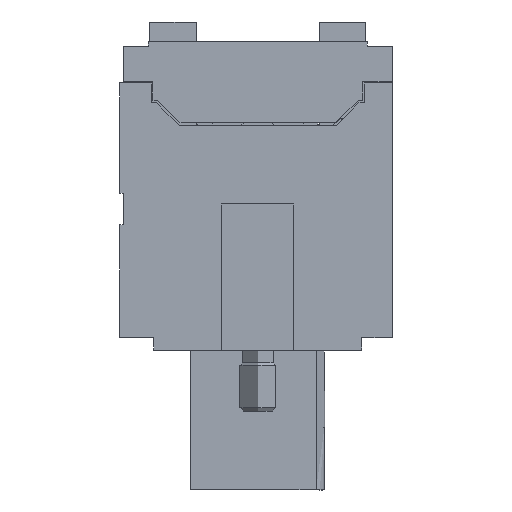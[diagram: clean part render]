
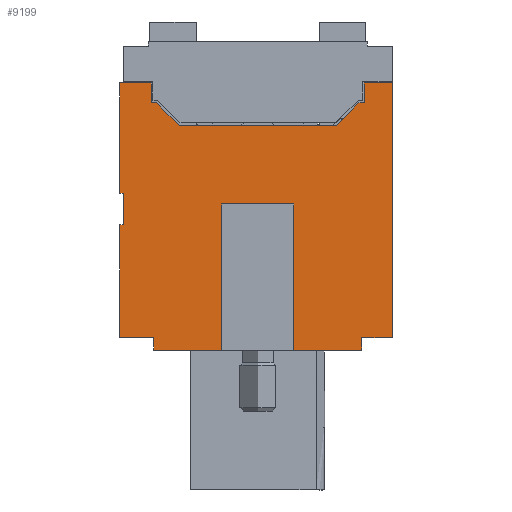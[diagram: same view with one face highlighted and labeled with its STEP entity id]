
A CAD part, left-side view. The second image highlights one B-rep face of the part: STEP entity #9199.
In plain terms, the highlighted planar face has unit normal (-1, 0, 0).
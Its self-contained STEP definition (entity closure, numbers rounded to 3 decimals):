
#9000=CARTESIAN_POINT('',(-17.7,0.1,-7.45));
#9001=DIRECTION('',(0.,0.,-1.));
#9002=DIRECTION('',(-1.,-0.,-0.));
#9003=AXIS2_PLACEMENT_3D('',#9000,#9002,#9001);
#9004=PLANE('',#9003);
#9005=CARTESIAN_POINT('',(-17.7,5.8,-14.2));
#9006=VERTEX_POINT('',#9005);
#9007=CARTESIAN_POINT('',(-17.7,5.8,-14.9));
#9008=VERTEX_POINT('',#9007);
#9009=CARTESIAN_POINT('',(-17.7,5.8,-14.2));
#9010=DIRECTION('',(0.,0.,-1.));
#9011=VECTOR('',#9010,0.7);
#9012=LINE('',#9009,#9011);
#9013=EDGE_CURVE('',#9006,#9008,#9012,.T.);
#9014=ORIENTED_EDGE('',*,*,#9013,.T.);
#9015=CARTESIAN_POINT('',(-17.7,2.,-14.9));
#9016=VERTEX_POINT('',#9015);
#9017=CARTESIAN_POINT('',(-17.7,5.8,-14.9));
#9018=DIRECTION('',(0.,-1.,0.));
#9019=VECTOR('',#9018,3.8);
#9020=LINE('',#9017,#9019);
#9021=EDGE_CURVE('',#9008,#9016,#9020,.T.);
#9022=ORIENTED_EDGE('',*,*,#9021,.T.);
#9023=CARTESIAN_POINT('',(-17.7,2.,-6.75));
#9024=VERTEX_POINT('',#9023);
#9025=CARTESIAN_POINT('',(-17.7,2.,-14.9));
#9026=DIRECTION('',(0.,0.,1.));
#9027=VECTOR('',#9026,8.15);
#9028=LINE('',#9025,#9027);
#9029=EDGE_CURVE('',#9016,#9024,#9028,.T.);
#9030=ORIENTED_EDGE('',*,*,#9029,.T.);
#9031=CARTESIAN_POINT('',(-17.7,-2.,-6.75));
#9032=VERTEX_POINT('',#9031);
#9033=CARTESIAN_POINT('',(-17.7,2.,-6.75));
#9034=DIRECTION('',(0.,-1.,0.));
#9035=VECTOR('',#9034,4.);
#9036=LINE('',#9033,#9035);
#9037=EDGE_CURVE('',#9024,#9032,#9036,.T.);
#9038=ORIENTED_EDGE('',*,*,#9037,.T.);
#9039=CARTESIAN_POINT('',(-17.7,-2.,-14.9));
#9040=VERTEX_POINT('',#9039);
#9041=CARTESIAN_POINT('',(-17.7,-2.,-6.75));
#9042=DIRECTION('',(0.,0.,-1.));
#9043=VECTOR('',#9042,8.15);
#9044=LINE('',#9041,#9043);
#9045=EDGE_CURVE('',#9032,#9040,#9044,.T.);
#9046=ORIENTED_EDGE('',*,*,#9045,.T.);
#9047=CARTESIAN_POINT('',(-17.7,-5.8,-14.9));
#9048=VERTEX_POINT('',#9047);
#9049=CARTESIAN_POINT('',(-17.7,-2.,-14.9));
#9050=DIRECTION('',(0.,-1.,0.));
#9051=VECTOR('',#9050,3.8);
#9052=LINE('',#9049,#9051);
#9053=EDGE_CURVE('',#9040,#9048,#9052,.T.);
#9054=ORIENTED_EDGE('',*,*,#9053,.T.);
#9055=CARTESIAN_POINT('',(-17.7,-5.8,-14.2));
#9056=VERTEX_POINT('',#9055);
#9057=CARTESIAN_POINT('',(-17.7,-5.8,-14.9));
#9058=DIRECTION('',(0.,0.,1.));
#9059=VECTOR('',#9058,0.7);
#9060=LINE('',#9057,#9059);
#9061=EDGE_CURVE('',#9048,#9056,#9060,.T.);
#9062=ORIENTED_EDGE('',*,*,#9061,.T.);
#9063=CARTESIAN_POINT('',(-17.7,-7.5,-14.2));
#9064=VERTEX_POINT('',#9063);
#9065=CARTESIAN_POINT('',(-17.7,-5.8,-14.2));
#9066=DIRECTION('',(0.,-1.,0.));
#9067=VECTOR('',#9066,1.7);
#9068=LINE('',#9065,#9067);
#9069=EDGE_CURVE('',#9056,#9064,#9068,.T.);
#9070=ORIENTED_EDGE('',*,*,#9069,.T.);
#9071=CARTESIAN_POINT('',(-17.7,-7.5,0.));
#9072=VERTEX_POINT('',#9071);
#9073=CARTESIAN_POINT('',(-17.7,-7.5,-14.2));
#9074=DIRECTION('',(0.,0.,1.));
#9075=VECTOR('',#9074,14.2);
#9076=LINE('',#9073,#9075);
#9077=EDGE_CURVE('',#9064,#9072,#9076,.T.);
#9078=ORIENTED_EDGE('',*,*,#9077,.T.);
#9079=CARTESIAN_POINT('',(-17.7,-5.95,0.));
#9080=VERTEX_POINT('',#9079);
#9081=CARTESIAN_POINT('',(-17.7,-7.5,0.));
#9082=DIRECTION('',(0.,1.,0.));
#9083=VECTOR('',#9082,1.55);
#9084=LINE('',#9081,#9083);
#9085=EDGE_CURVE('',#9072,#9080,#9084,.T.);
#9086=ORIENTED_EDGE('',*,*,#9085,.T.);
#9087=CARTESIAN_POINT('',(-17.7,-5.95,-1.11));
#9088=VERTEX_POINT('',#9087);
#9089=CARTESIAN_POINT('',(-17.7,-5.95,0.));
#9090=DIRECTION('',(0.,0.,-1.));
#9091=VECTOR('',#9090,1.11);
#9092=LINE('',#9089,#9091);
#9093=EDGE_CURVE('',#9080,#9088,#9092,.T.);
#9094=ORIENTED_EDGE('',*,*,#9093,.T.);
#9095=CARTESIAN_POINT('',(-17.7,-5.64,-1.11));
#9096=VERTEX_POINT('',#9095);
#9097=CARTESIAN_POINT('',(-17.7,-5.95,-1.11));
#9098=DIRECTION('',(0.,1.,0.));
#9099=VECTOR('',#9098,0.31);
#9100=LINE('',#9097,#9099);
#9101=EDGE_CURVE('',#9088,#9096,#9100,.T.);
#9102=ORIENTED_EDGE('',*,*,#9101,.T.);
#9103=CARTESIAN_POINT('',(-17.7,-4.38,-2.37));
#9104=VERTEX_POINT('',#9103);
#9105=CARTESIAN_POINT('',(-17.7,-5.64,-1.11));
#9106=DIRECTION('',(0.,0.707,-0.707));
#9107=VECTOR('',#9106,1.782);
#9108=LINE('',#9105,#9107);
#9109=EDGE_CURVE('',#9096,#9104,#9108,.T.);
#9110=ORIENTED_EDGE('',*,*,#9109,.T.);
#9111=CARTESIAN_POINT('',(-17.7,4.38,-2.37));
#9112=VERTEX_POINT('',#9111);
#9113=CARTESIAN_POINT('',(-17.7,-4.38,-2.37));
#9114=DIRECTION('',(0.,1.,0.));
#9115=VECTOR('',#9114,8.76);
#9116=LINE('',#9113,#9115);
#9117=EDGE_CURVE('',#9104,#9112,#9116,.T.);
#9118=ORIENTED_EDGE('',*,*,#9117,.T.);
#9119=CARTESIAN_POINT('',(-17.7,5.64,-1.11));
#9120=VERTEX_POINT('',#9119);
#9121=CARTESIAN_POINT('',(-17.7,4.38,-2.37));
#9122=DIRECTION('',(0.,0.707,0.707));
#9123=VECTOR('',#9122,1.782);
#9124=LINE('',#9121,#9123);
#9125=EDGE_CURVE('',#9112,#9120,#9124,.T.);
#9126=ORIENTED_EDGE('',*,*,#9125,.T.);
#9127=CARTESIAN_POINT('',(-17.7,5.95,-1.11));
#9128=VERTEX_POINT('',#9127);
#9129=CARTESIAN_POINT('',(-17.7,5.64,-1.11));
#9130=DIRECTION('',(0.,1.,0.));
#9131=VECTOR('',#9130,0.31);
#9132=LINE('',#9129,#9131);
#9133=EDGE_CURVE('',#9120,#9128,#9132,.T.);
#9134=ORIENTED_EDGE('',*,*,#9133,.T.);
#9135=CARTESIAN_POINT('',(-17.7,5.95,0.));
#9136=VERTEX_POINT('',#9135);
#9137=CARTESIAN_POINT('',(-17.7,5.95,-1.11));
#9138=DIRECTION('',(0.,0.,1.));
#9139=VECTOR('',#9138,1.11);
#9140=LINE('',#9137,#9139);
#9141=EDGE_CURVE('',#9128,#9136,#9140,.T.);
#9142=ORIENTED_EDGE('',*,*,#9141,.T.);
#9143=CARTESIAN_POINT('',(-17.7,7.7,0.));
#9144=VERTEX_POINT('',#9143);
#9145=CARTESIAN_POINT('',(-17.7,5.95,0.));
#9146=DIRECTION('',(0.,1.,0.));
#9147=VECTOR('',#9146,1.75);
#9148=LINE('',#9145,#9147);
#9149=EDGE_CURVE('',#9136,#9144,#9148,.T.);
#9150=ORIENTED_EDGE('',*,*,#9149,.T.);
#9151=CARTESIAN_POINT('',(-17.7,7.7,-6.15));
#9152=VERTEX_POINT('',#9151);
#9153=CARTESIAN_POINT('',(-17.7,7.7,0.));
#9154=DIRECTION('',(0.,0.,-1.));
#9155=VECTOR('',#9154,6.15);
#9156=LINE('',#9153,#9155);
#9157=EDGE_CURVE('',#9144,#9152,#9156,.T.);
#9158=ORIENTED_EDGE('',*,*,#9157,.T.);
#9159=CARTESIAN_POINT('',(-17.7,7.5,-6.15));
#9160=VERTEX_POINT('',#9159);
#9161=CARTESIAN_POINT('',(-17.7,7.7,-6.15));
#9162=DIRECTION('',(0.,-1.,0.));
#9163=VECTOR('',#9162,0.2);
#9164=LINE('',#9161,#9163);
#9165=EDGE_CURVE('',#9152,#9160,#9164,.T.);
#9166=ORIENTED_EDGE('',*,*,#9165,.T.);
#9167=CARTESIAN_POINT('',(-17.7,7.5,-7.9));
#9168=VERTEX_POINT('',#9167);
#9169=CARTESIAN_POINT('',(-17.7,7.5,-6.15));
#9170=DIRECTION('',(0.,0.,-1.));
#9171=VECTOR('',#9170,1.75);
#9172=LINE('',#9169,#9171);
#9173=EDGE_CURVE('',#9160,#9168,#9172,.T.);
#9174=ORIENTED_EDGE('',*,*,#9173,.T.);
#9175=CARTESIAN_POINT('',(-17.7,7.7,-7.9));
#9176=VERTEX_POINT('',#9175);
#9177=CARTESIAN_POINT('',(-17.7,7.5,-7.9));
#9178=DIRECTION('',(0.,1.,0.));
#9179=VECTOR('',#9178,0.2);
#9180=LINE('',#9177,#9179);
#9181=EDGE_CURVE('',#9168,#9176,#9180,.T.);
#9182=ORIENTED_EDGE('',*,*,#9181,.T.);
#9183=CARTESIAN_POINT('',(-17.7,7.7,-14.2));
#9184=VERTEX_POINT('',#9183);
#9185=CARTESIAN_POINT('',(-17.7,7.7,-7.9));
#9186=DIRECTION('',(0.,0.,-1.));
#9187=VECTOR('',#9186,6.3);
#9188=LINE('',#9185,#9187);
#9189=EDGE_CURVE('',#9176,#9184,#9188,.T.);
#9190=ORIENTED_EDGE('',*,*,#9189,.T.);
#9191=CARTESIAN_POINT('',(-17.7,7.7,-14.2));
#9192=DIRECTION('',(0.,-1.,0.));
#9193=VECTOR('',#9192,1.9);
#9194=LINE('',#9191,#9193);
#9195=EDGE_CURVE('',#9184,#9006,#9194,.T.);
#9196=ORIENTED_EDGE('',*,*,#9195,.T.);
#9197=EDGE_LOOP('',(#9014,#9022,#9030,#9038,#9046,#9054,#9062,#9070,#9078,#9086,#9094,#9102,#9110,#9118,#9126,#9134,#9142,#9150,#9158,#9166,#9174,#9182,#9190,#9196));
#9198=FACE_OUTER_BOUND('',#9197,.T.);
#9199=ADVANCED_FACE('',(#9198),#9004,.T.);
